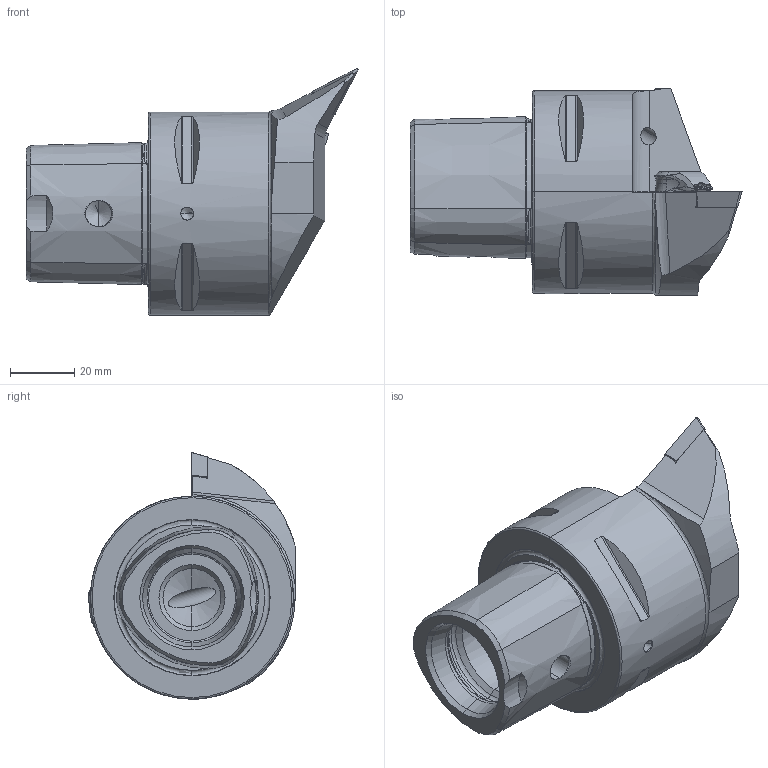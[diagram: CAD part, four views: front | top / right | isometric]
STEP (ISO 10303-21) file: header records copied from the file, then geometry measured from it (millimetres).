
FILE_DESCRIPTION (( 'STEP AP203' ), '1' );
FILE_NAME ('PS6.KVB.LPA.065-HP.STEP', '2018-11-27T09:09:04', ( 'SWIAdmin' ), ( 'Hewlett-Packard Company' ), 'SwSTEP 2.0', 'SolidWorks 2017', '' );
FILE_SCHEMA (( 'CONFIG_CONTROL_DESIGN' ));
Length unit declared in the file: millimetre
Products named in the file (11): DIN 7991 - M5x18; CHP-PCX.000.022_D《e; PS6-KVB.LPA.065-HP_A; ISO 8752 2x8; WCB-ER2.001.009_A; PS6.KVB.LPA.065-HP; VCMT160404; CHP-ER1.008.014_A; DIN 3771 - 13x1; DIN 3771 - 6.5x1.5; CHP-PCX.000.022_B
Assembly tree (10 placements, depth 3):
  PS6.KVB.LPA.065-HP
    PS6-KVB.LPA.065-HP_A
    WCB-ER2.001.009_A
    VCMT160404
    CHP-ER1.008.014_A
    CHP-PCX.000.022_D《e
      DIN 3771 - 13x1
      DIN 3771 - 6.5x1.5
      CHP-PCX.000.022_B
      DIN 7991 - M5x18
    ISO 8752 2x8
Bounding box: 103 x 63.99 x 76.57 mm (x, y, z)
Volume: 163652 mm3; surface area: 31792.9 mm2
Topology: 9 solids, 9 shells, 486 faces, 1203 edges, 724 vertices
Faces by surface type: cylinder 133, cone 124, plane 105, torus 68, bspline 54, sphere 2
Entity records: 19175 total; most frequent: CARTESIAN_POINT 7252, ORIENTED_EDGE 2362, DIRECTION 2133, EDGE_CURVE 1181, AXIS2_PLACEMENT_3D 869, VERTEX_POINT 724, EDGE_LOOP 515, ADVANCED_FACE 486
